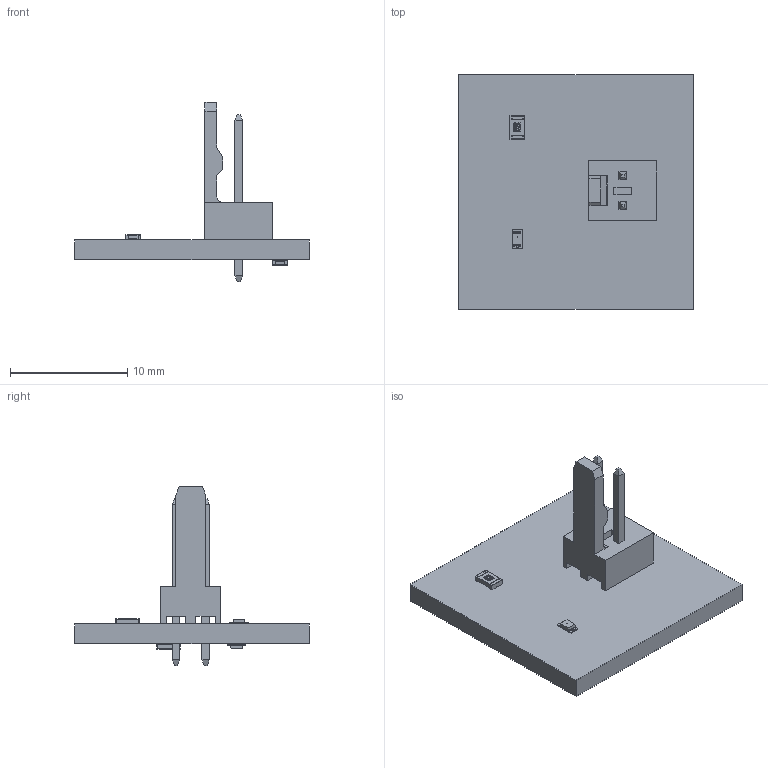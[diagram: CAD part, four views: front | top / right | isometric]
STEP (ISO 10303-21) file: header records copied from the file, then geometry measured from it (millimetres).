
FILE_DESCRIPTION(('Open CASCADE Model'),'2;1');
FILE_NAME('Open CASCADE Shape Model','2020-04-16T14:39:50',('Author'),( 'Open CASCADE'),'Open CASCADE STEP processor 6.8','Open CASCADE 6.8' ,'Unknown');
FILE_SCHEMA(('AUTOMOTIVE_DESIGN { 1 0 10303 214 1 1 1 1 }'));
Length unit declared in the file: millimetre
Products named in the file (12): PCB; Board; R2; User_Library-Res_Vishay_CRCW0805_2012; D2; User_Library-SMD_LED_0603; R1; J1; 022292021; Open CASCADE STEP translator 6.8 4.5.1.1; Open CASCADE STEP translator 6.8 4.5.1.2; D1
Assembly tree (13 placements, depth 4):
  PCB
    Board
    R2
      User_Library-Res_Vishay_CRCW0805_2012
    D2
      User_Library-SMD_LED_0603
    R1
      User_Library-Res_Vishay_CRCW0805_2012
    J1
      022292021
        Open CASCADE STEP translator 6.8 4.5.1.1
        Open CASCADE STEP translator 6.8 4.5.1.2
    D1
      User_Library-SMD_LED_0603
Bounding box: 20 x 20 x 15.26 mm (x, y, z)
Volume: 790.3 mm3; surface area: 1256.9 mm2
Topology: 34 solids, 34 shells, 603 faces, 1411 edges, 902 vertices
Faces by surface type: plane 392, bspline 158, cylinder 33, sphere 16, torus 4
Entity records: 12574 total; most frequent: CARTESIAN_POINT 3311, ORIENTED_EDGE 1564, DIRECTION 1217, EDGE_CURVE 782, LINE 581, VECTOR 581, VERTEX_POINT 502, FACE_BOUND 360
